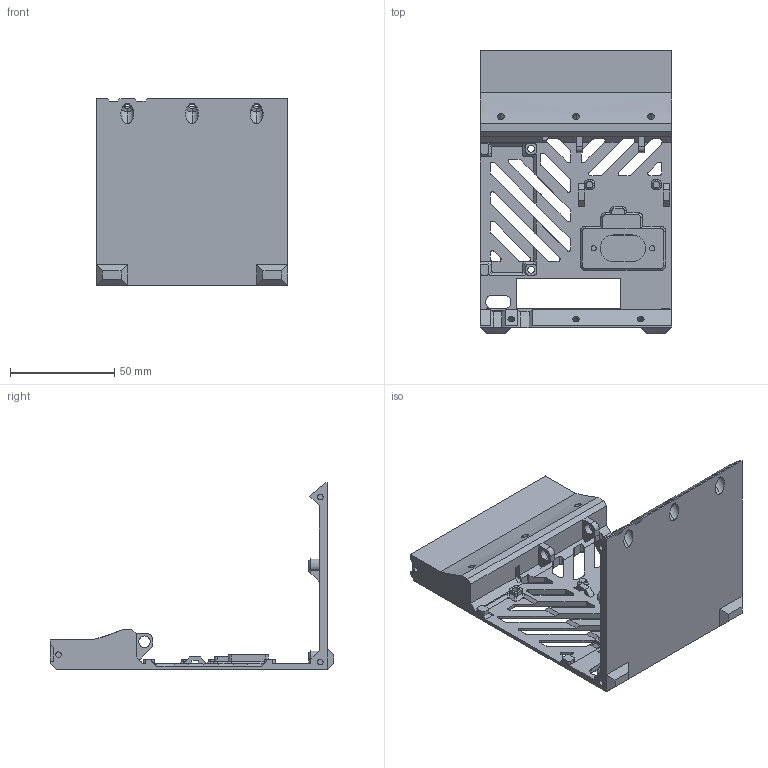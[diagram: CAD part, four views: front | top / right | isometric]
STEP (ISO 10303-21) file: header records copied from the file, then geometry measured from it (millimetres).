
FILE_DESCRIPTION (( 'STEP AP203' ), '1' );
FILE_NAME ('EE_BackCover (Old_PCB).STEP', '2025-08-17T15:33:02', ( '' ), ( '' ), 'SwSTEP 2.0', 'SolidWorks 2020', '' );
FILE_SCHEMA (( 'CONFIG_CONTROL_DESIGN' ));
Length unit declared in the file: millimetre
Products named in the file (1): EE_BackCover (Old_PCB)
Bounding box: 92 x 136 x 89.6 mm (x, y, z)
Volume: 108778.6 mm3; surface area: 48324.8 mm2
Topology: 1 solids, 1 shells, 450 faces, 1228 edges, 785 vertices
Faces by surface type: plane 252, cylinder 162, cone 36
Entity records: 14407 total; most frequent: CARTESIAN_POINT 2812, ORIENTED_EDGE 2456, DIRECTION 2354, EDGE_CURVE 1228, LINE 860, VECTOR 860, VERTEX_POINT 785, AXIS2_PLACEMENT_3D 747
